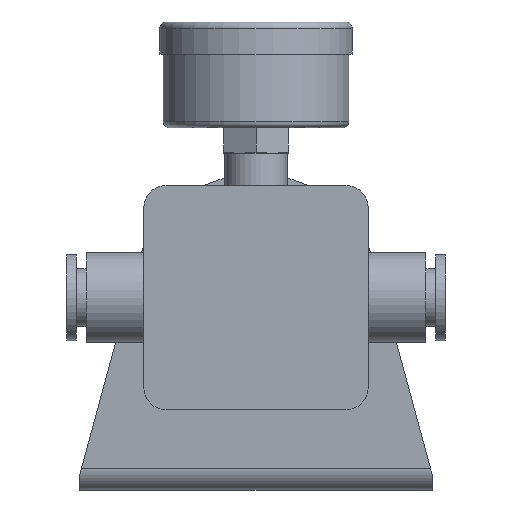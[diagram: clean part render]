
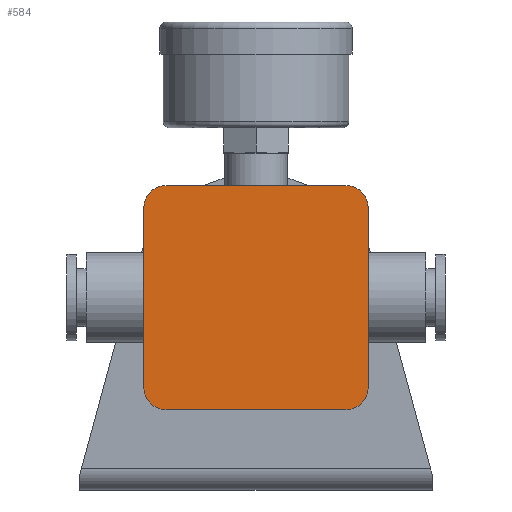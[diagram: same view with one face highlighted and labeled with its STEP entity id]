
A CAD part, front view. The second image highlights one B-rep face of the part: STEP entity #584.
In plain terms, the highlighted planar face has unit normal (0, -1, 0).
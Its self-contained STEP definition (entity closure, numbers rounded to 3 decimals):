
#584 = ADVANCED_FACE( '', ( #1252 ), #1253, .F. );
#1252 = FACE_OUTER_BOUND( '', #2061, .T. );
#1253 = PLANE( '', #2062 );
#2061 = EDGE_LOOP( '', ( #3390, #3391, #3392, #3393, #3394, #3395, #3396, #3397 ) );
#2062 = AXIS2_PLACEMENT_3D( '', #3398, #3399, #3400 );
#3390 = ORIENTED_EDGE( '', *, *, #4965, .F. );
#3391 = ORIENTED_EDGE( '', *, *, #4517, .F. );
#3392 = ORIENTED_EDGE( '', *, *, #4966, .F. );
#3393 = ORIENTED_EDGE( '', *, *, #4967, .F. );
#3394 = ORIENTED_EDGE( '', *, *, #4968, .F. );
#3395 = ORIENTED_EDGE( '', *, *, #4722, .F. );
#3396 = ORIENTED_EDGE( '', *, *, #4875, .F. );
#3397 = ORIENTED_EDGE( '', *, *, #4571, .F. );
#3398 = CARTESIAN_POINT( '', ( -14., -21., -14. ) );
#3399 = DIRECTION( '', ( 0., 1., 0. ) );
#3400 = DIRECTION( '', ( 0., 0., 1. ) );
#4517 = EDGE_CURVE( '', #5289, #5291, #5292, .T. );
#4571 = EDGE_CURVE( '', #5386, #5388, #5389, .T. );
#4722 = EDGE_CURVE( '', #5643, #5645, #5646, .T. );
#4875 = EDGE_CURVE( '', #5388, #5643, #5884, .T. );
#4965 = EDGE_CURVE( '', #5291, #5386, #6017, .T. );
#4966 = EDGE_CURVE( '', #6018, #5289, #6019, .T. );
#4967 = EDGE_CURVE( '', #6020, #6018, #6021, .T. );
#4968 = EDGE_CURVE( '', #5645, #6020, #6022, .T. );
#5289 = VERTEX_POINT( '', #6416 );
#5291 = VERTEX_POINT( '', #6419 );
#5292 = LINE( '', #6420, #6421 );
#5386 = VERTEX_POINT( '', #6550 );
#5388 = VERTEX_POINT( '', #6553 );
#5389 = LINE( '', #6554, #6555 );
#5643 = VERTEX_POINT( '', #6914 );
#5645 = VERTEX_POINT( '', #6917 );
#5646 = LINE( '', #6918, #6919 );
#5884 = CIRCLE( '', #7274, 3.5 );
#6017 = CIRCLE( '', #7434, 3.5 );
#6018 = VERTEX_POINT( '', #7435 );
#6019 = CIRCLE( '', #7436, 3.5 );
#6020 = VERTEX_POINT( '', #7437 );
#6021 = LINE( '', #7438, #7439 );
#6022 = CIRCLE( '', #7440, 3.5 );
#6416 = CARTESIAN_POINT( '', ( 14., -21., -17.5 ) );
#6419 = CARTESIAN_POINT( '', ( -14., -21., -17.5 ) );
#6420 = CARTESIAN_POINT( '', ( 14., -21., -17.5 ) );
#6421 = VECTOR( '', #7944, 1000. );
#6550 = CARTESIAN_POINT( '', ( -17.5, -21., -14. ) );
#6553 = CARTESIAN_POINT( '', ( -17.5, -21., 14. ) );
#6554 = CARTESIAN_POINT( '', ( -17.5, -21., -14. ) );
#6555 = VECTOR( '', #8016, 1000. );
#6914 = CARTESIAN_POINT( '', ( -14., -21., 17.5 ) );
#6917 = CARTESIAN_POINT( '', ( 14., -21., 17.5 ) );
#6918 = CARTESIAN_POINT( '', ( -14., -21., 17.5 ) );
#6919 = VECTOR( '', #8218, 1000. );
#7274 = AXIS2_PLACEMENT_3D( '', #8385, #8386, #8387 );
#7434 = AXIS2_PLACEMENT_3D( '', #8532, #8533, #8534 );
#7435 = CARTESIAN_POINT( '', ( 17.5, -21., -14. ) );
#7436 = AXIS2_PLACEMENT_3D( '', #8535, #8536, #8537 );
#7437 = CARTESIAN_POINT( '', ( 17.5, -21., 14. ) );
#7438 = CARTESIAN_POINT( '', ( 17.5, -21., 14. ) );
#7439 = VECTOR( '', #8538, 1000. );
#7440 = AXIS2_PLACEMENT_3D( '', #8539, #8540, #8541 );
#7944 = DIRECTION( '', ( -1., 0., 0. ) );
#8016 = DIRECTION( '', ( 0., 0., 1. ) );
#8218 = DIRECTION( '', ( 1., 0., 0. ) );
#8385 = CARTESIAN_POINT( '', ( -14., -21., 14. ) );
#8386 = DIRECTION( '', ( 0., 1., 0. ) );
#8387 = DIRECTION( '', ( 1., 0., 0. ) );
#8532 = CARTESIAN_POINT( '', ( -14., -21., -14. ) );
#8533 = DIRECTION( '', ( 0., 1., 0. ) );
#8534 = DIRECTION( '', ( 1., 0., 0. ) );
#8535 = CARTESIAN_POINT( '', ( 14., -21., -14. ) );
#8536 = DIRECTION( '', ( 0., 1., 0. ) );
#8537 = DIRECTION( '', ( 1., 0., 0. ) );
#8538 = DIRECTION( '', ( 0., 0., -1. ) );
#8539 = CARTESIAN_POINT( '', ( 14., -21., 14. ) );
#8540 = DIRECTION( '', ( 0., 1., 0. ) );
#8541 = DIRECTION( '', ( 1., 0., 0. ) );
